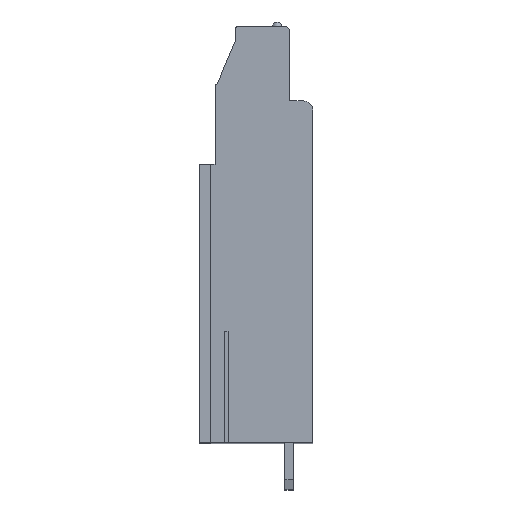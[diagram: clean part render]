
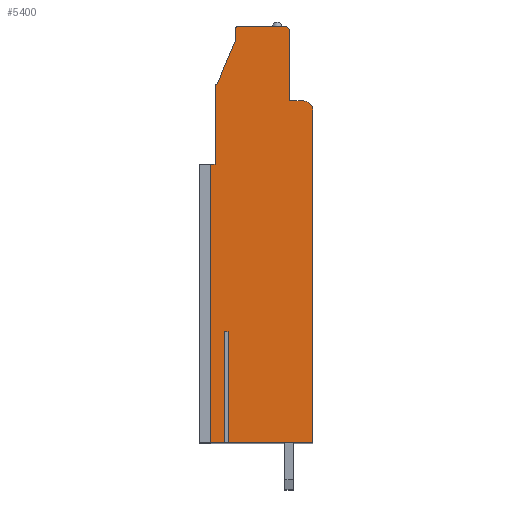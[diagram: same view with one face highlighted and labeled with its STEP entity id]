
A CAD part, top view. The second image highlights one B-rep face of the part: STEP entity #5400.
In plain terms, the highlighted planar face has unit normal (0, 0, 1).
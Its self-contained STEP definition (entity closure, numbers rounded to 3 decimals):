
#13=DIRECTION('',(0.,1.,0.));
#14=VECTOR('',#13,30.);
#15=CARTESIAN_POINT('',(-5.16,-17.199,48.26));
#16=LINE('',#15,#14);
#17=DIRECTION('',(-1.,0.,0.));
#18=VECTOR('',#17,0.5);
#19=CARTESIAN_POINT('',(-4.66,12.801,48.26));
#20=LINE('',#19,#18);
#21=DIRECTION('',(0.,-1.,0.));
#22=VECTOR('',#21,8.4);
#23=CARTESIAN_POINT('',(-4.66,21.201,48.26));
#24=LINE('',#23,#22);
#25=CARTESIAN_POINT('',(-4.46,21.201,48.26));
#26=DIRECTION('',(0.,0.,1.));
#27=DIRECTION('',(0.,1.,0.));
#28=AXIS2_PLACEMENT_3D('',#25,#26,#27);
#30=DIRECTION('',(-0.392,-0.92,0.));
#31=VECTOR('',#30,5.108);
#32=CARTESIAN_POINT('',(-2.46,26.101,48.26));
#33=LINE('',#32,#31);
#34=DIRECTION('',(0.,-1.,0.));
#35=VECTOR('',#34,1.2);
#36=CARTESIAN_POINT('',(-2.46,27.301,48.26));
#37=LINE('',#36,#35);
#38=CARTESIAN_POINT('',(-2.16,27.301,48.26));
#39=DIRECTION('',(0.,0.,1.));
#40=DIRECTION('',(0.,1.,0.));
#41=AXIS2_PLACEMENT_3D('',#38,#39,#40);
#43=DIRECTION('',(-1.,0.,0.));
#44=VECTOR('',#43,5.);
#45=CARTESIAN_POINT('',(2.84,27.601,48.26));
#46=LINE('',#45,#44);
#47=CARTESIAN_POINT('',(2.84,27.101,48.26));
#48=DIRECTION('',(0.,0.,1.));
#49=DIRECTION('',(1.,0.,0.));
#50=AXIS2_PLACEMENT_3D('',#47,#48,#49);
#52=DIRECTION('',(0.,1.,0.));
#53=VECTOR('',#52,7.5);
#54=CARTESIAN_POINT('',(3.34,19.601,48.26));
#55=LINE('',#54,#53);
#56=DIRECTION('',(-1.,0.,0.));
#57=VECTOR('',#56,1.5);
#58=CARTESIAN_POINT('',(4.84,19.601,48.26));
#59=LINE('',#58,#57);
#60=CARTESIAN_POINT('',(4.84,18.601,48.26));
#61=DIRECTION('',(0.,0.,1.));
#62=DIRECTION('',(1.,0.,0.));
#63=AXIS2_PLACEMENT_3D('',#60,#61,#62);
#65=DIRECTION('',(0.,1.,0.));
#66=VECTOR('',#65,35.8);
#67=CARTESIAN_POINT('',(5.84,-17.199,48.26));
#68=LINE('',#67,#66);
#69=DIRECTION('',(1.,0.,0.));
#70=VECTOR('',#69,9.11);
#71=CARTESIAN_POINT('',(-3.27,-17.199,48.26));
#72=LINE('',#71,#70);
#73=DIRECTION('',(0.,1.,0.));
#74=VECTOR('',#73,11.95);
#75=CARTESIAN_POINT('',(-3.27,-17.199,48.26));
#76=LINE('',#75,#74);
#77=DIRECTION('',(-1.,0.,0.));
#78=VECTOR('',#77,0.38);
#79=CARTESIAN_POINT('',(-3.27,-5.249,48.26));
#80=LINE('',#79,#78);
#81=DIRECTION('',(0.,1.,0.));
#82=VECTOR('',#81,11.95);
#83=CARTESIAN_POINT('',(-3.65,-17.199,48.26));
#84=LINE('',#83,#82);
#85=DIRECTION('',(1.,0.,0.));
#86=VECTOR('',#85,1.51);
#87=CARTESIAN_POINT('',(-5.16,-17.199,48.26));
#88=LINE('',#87,#86);
#4129=CARTESIAN_POINT('',(5.84,-17.199,48.26));
#4130=CARTESIAN_POINT('',(5.84,18.601,48.26));
#4131=VERTEX_POINT('',#4129);
#4132=VERTEX_POINT('',#4130);
#4133=CARTESIAN_POINT('',(4.84,19.601,48.26));
#4134=VERTEX_POINT('',#4133);
#4135=CARTESIAN_POINT('',(3.34,19.601,48.26));
#4136=VERTEX_POINT('',#4135);
#4137=CARTESIAN_POINT('',(3.34,27.101,48.26));
#4138=VERTEX_POINT('',#4137);
#4139=CARTESIAN_POINT('',(2.84,27.601,48.26));
#4140=VERTEX_POINT('',#4139);
#4141=CARTESIAN_POINT('',(-2.16,27.601,48.26));
#4142=VERTEX_POINT('',#4141);
#4143=CARTESIAN_POINT('',(-2.46,27.301,48.26));
#4144=VERTEX_POINT('',#4143);
#4145=CARTESIAN_POINT('',(-2.46,26.101,48.26));
#4146=VERTEX_POINT('',#4145);
#4147=CARTESIAN_POINT('',(-4.46,21.401,48.26));
#4148=VERTEX_POINT('',#4147);
#4149=CARTESIAN_POINT('',(-4.66,21.201,48.26));
#4150=VERTEX_POINT('',#4149);
#4151=CARTESIAN_POINT('',(-4.66,12.801,48.26));
#4152=VERTEX_POINT('',#4151);
#4265=CARTESIAN_POINT('',(-3.27,-5.249,48.26));
#4266=CARTESIAN_POINT('',(-3.65,-5.249,48.26));
#4267=VERTEX_POINT('',#4265);
#4268=VERTEX_POINT('',#4266);
#4269=CARTESIAN_POINT('',(-3.27,-17.199,48.26));
#4270=VERTEX_POINT('',#4269);
#4271=CARTESIAN_POINT('',(-3.65,-17.199,48.26));
#4272=VERTEX_POINT('',#4271);
#4281=CARTESIAN_POINT('',(-5.16,-17.199,48.26));
#4282=CARTESIAN_POINT('',(-5.16,12.801,48.26));
#4283=VERTEX_POINT('',#4281);
#4284=VERTEX_POINT('',#4282);
#5357=CARTESIAN_POINT('',(0.,0.,48.26));
#5358=DIRECTION('',(0.,0.,1.));
#5359=DIRECTION('',(1.,0.,0.));
#5360=AXIS2_PLACEMENT_3D('',#5357,#5358,#5359);
#5361=PLANE('',#5360);
#5363=ORIENTED_EDGE('',*,*,#5362,.T.);
#5365=ORIENTED_EDGE('',*,*,#5364,.F.);
#5367=ORIENTED_EDGE('',*,*,#5366,.F.);
#5369=ORIENTED_EDGE('',*,*,#5368,.F.);
#5371=ORIENTED_EDGE('',*,*,#5370,.F.);
#5373=ORIENTED_EDGE('',*,*,#5372,.F.);
#5375=ORIENTED_EDGE('',*,*,#5374,.F.);
#5377=ORIENTED_EDGE('',*,*,#5376,.F.);
#5379=ORIENTED_EDGE('',*,*,#5378,.F.);
#5381=ORIENTED_EDGE('',*,*,#5380,.F.);
#5383=ORIENTED_EDGE('',*,*,#5382,.F.);
#5385=ORIENTED_EDGE('',*,*,#5384,.F.);
#5387=ORIENTED_EDGE('',*,*,#5386,.F.);
#5389=ORIENTED_EDGE('',*,*,#5388,.F.);
#5391=ORIENTED_EDGE('',*,*,#5390,.T.);
#5393=ORIENTED_EDGE('',*,*,#5392,.T.);
#5395=ORIENTED_EDGE('',*,*,#5394,.F.);
#5397=ORIENTED_EDGE('',*,*,#5396,.F.);
#5398=EDGE_LOOP('',(#5363,#5365,#5367,#5369,#5371,#5373,#5375,#5377,#5379,#5381,
#5383,#5385,#5387,#5389,#5391,#5393,#5395,#5397));
#5399=FACE_OUTER_BOUND('',#5398,.F.);
#29=CIRCLE('',#28,0.2);
#42=CIRCLE('',#41,0.3);
#51=CIRCLE('',#50,0.5);
#64=CIRCLE('',#63,1.);
#5362=EDGE_CURVE('',#4283,#4284,#16,.T.);
#5364=EDGE_CURVE('',#4152,#4284,#20,.T.);
#5366=EDGE_CURVE('',#4150,#4152,#24,.T.);
#5368=EDGE_CURVE('',#4148,#4150,#29,.T.);
#5370=EDGE_CURVE('',#4146,#4148,#33,.T.);
#5372=EDGE_CURVE('',#4144,#4146,#37,.T.);
#5374=EDGE_CURVE('',#4142,#4144,#42,.T.);
#5376=EDGE_CURVE('',#4140,#4142,#46,.T.);
#5378=EDGE_CURVE('',#4138,#4140,#51,.T.);
#5380=EDGE_CURVE('',#4136,#4138,#55,.T.);
#5382=EDGE_CURVE('',#4134,#4136,#59,.T.);
#5384=EDGE_CURVE('',#4132,#4134,#64,.T.);
#5386=EDGE_CURVE('',#4131,#4132,#68,.T.);
#5388=EDGE_CURVE('',#4270,#4131,#72,.T.);
#5390=EDGE_CURVE('',#4270,#4267,#76,.T.);
#5392=EDGE_CURVE('',#4267,#4268,#80,.T.);
#5394=EDGE_CURVE('',#4272,#4268,#84,.T.);
#5396=EDGE_CURVE('',#4283,#4272,#88,.T.);
#5400=ADVANCED_FACE('',(#5399),#5361,.T.);
